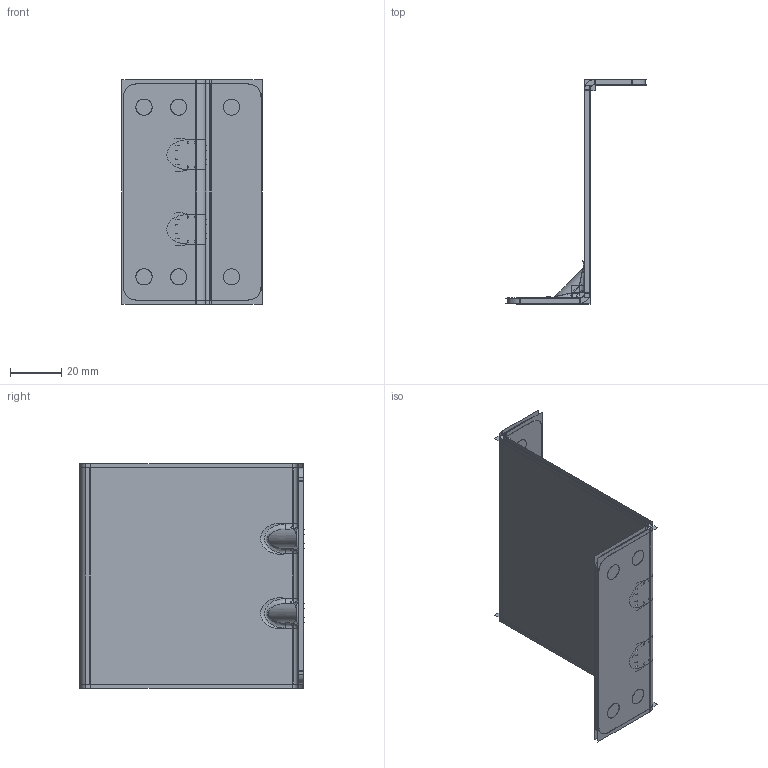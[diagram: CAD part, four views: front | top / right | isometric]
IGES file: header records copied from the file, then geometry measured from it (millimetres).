
Start section:  PTC IGES file: 239601_sm01.igs
Global section: file name: 239601_sm01.igs; native system: Creo Parametric by PTC Inc.; preprocessor: 2022414; author: banengservice; organization: Unknown; date: 20240611.105638; units: millimetre
Bounding box: 54.45 x 87.58 x 87.36 mm (x, y, z)
Surface area: 77066.3 mm2 (no closed solid volume)
Topology: 0 solids, 1 shells, 172 faces, 840 edges, 1056 vertices
Faces by surface type: revolution 104, bspline 68
